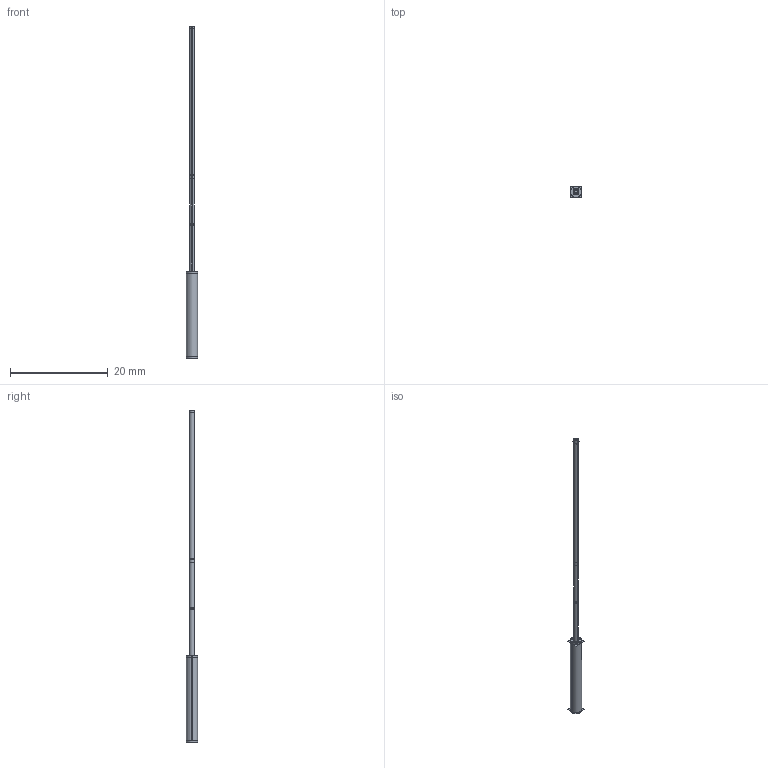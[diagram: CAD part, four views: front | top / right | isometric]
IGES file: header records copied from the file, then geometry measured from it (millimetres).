
Start section:  PTC IGES file: 193968.igs
Global section: file name: 193968.igs; native system: Creo Parametric by Parametric Technology Corporation; preprocessor: 2013230; author: pdmadmin; organization: Unknown; date: 20160309.123529; units: millimetre
Bounding box: 2.38 x 2.38 x 67.96 mm (x, y, z)
Volume: 96 mm3; surface area: 1943.3 mm2
Topology: 3 solids, 4 shells, 56 faces, 274 edges, 360 vertices
Faces by surface type: revolution 36, bspline 20
